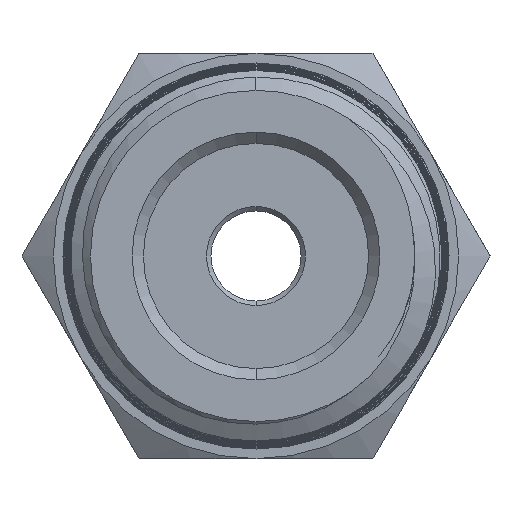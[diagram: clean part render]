
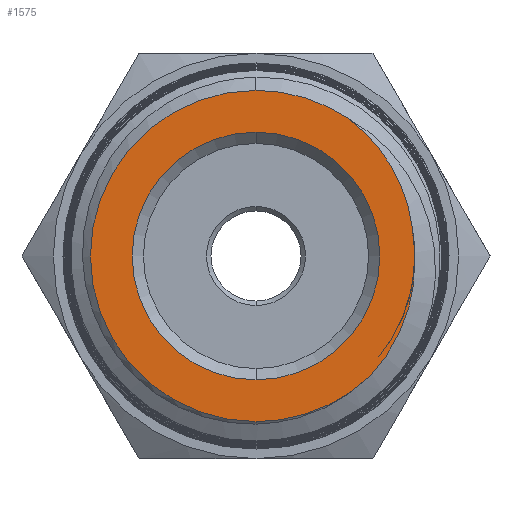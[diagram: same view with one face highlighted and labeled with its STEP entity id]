
A CAD part, front view. The second image highlights one B-rep face of the part: STEP entity #1575.
In plain terms, the highlighted planar face has unit normal (0, -1, 0).
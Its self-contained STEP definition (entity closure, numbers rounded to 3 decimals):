
#18 = VERTEX_POINT ( 'NONE', #6061 ) ;
#80 = AXIS2_PLACEMENT_3D ( 'NONE', #1946, #5934, #2546 ) ;
#295 = CARTESIAN_POINT ( 'NONE',  ( 4.832, 0., 5.484 ) ) ;
#483 = VERTEX_POINT ( 'NONE', #4955 ) ;
#668 = CARTESIAN_POINT ( 'NONE',  ( 0., 0., -5.5 ) ) ;
#856 = CARTESIAN_POINT ( 'NONE',  ( 4.296, 0., 5.961 ) ) ;
#860 = ORIENTED_EDGE ( 'NONE', *, *, #5868, .T. ) ;
#1057 = CARTESIAN_POINT ( 'NONE',  ( 0., 0., 0. ) ) ;
#1113 = CARTESIAN_POINT ( 'NONE',  ( 0., 0., 5.5 ) ) ;
#1265 = CARTESIAN_POINT ( 'NONE',  ( 5.611, 0., -4.686 ) ) ;
#1290 = CIRCLE ( 'NONE', #6335, 7.356 ) ;
#1296 = CARTESIAN_POINT ( 'NONE',  ( 0., 0., 0. ) ) ;
#1319 = ORIENTED_EDGE ( 'NONE', *, *, #2053, .T. ) ;
#1421 = CIRCLE ( 'NONE', #1532, 7.356 ) ;
#1532 = AXIS2_PLACEMENT_3D ( 'NONE', #1057, #5077, #1642 ) ;
#1553 = CARTESIAN_POINT ( 'NONE',  ( 0., 0., 0. ) ) ;
#1575 = ADVANCED_FACE ( 'NONE', ( #1950, #4823 ), #2714, .F. ) ;
#1642 = DIRECTION ( 'NONE',  ( 0., 0., 1. ) ) ;
#1722 = CARTESIAN_POINT ( 'NONE',  ( 6.932, 0., 1.296 ) ) ;
#1854 = CARTESIAN_POINT ( 'NONE',  ( 6.124, 0., -3.918 ) ) ;
#1873 = ORIENTED_EDGE ( 'NONE', *, *, #2302, .T. ) ;
#1881 = DIRECTION ( 'NONE',  ( 0., 0., 1. ) ) ;
#1946 = CARTESIAN_POINT ( 'NONE',  ( 0., 0., 0. ) ) ;
#1950 = FACE_BOUND ( 'NONE', #5854, .T. ) ;
#1995 = AXIS2_PLACEMENT_3D ( 'NONE', #1296, #5305, #1881 ) ;
#1999 = CARTESIAN_POINT ( 'NONE',  ( 0., 0., 0. ) ) ;
#2019 = CARTESIAN_POINT ( 'NONE',  ( 6.526, 0., 2.91 ) ) ;
#2053 = EDGE_CURVE ( 'NONE', #18, #483, #1421, .T. ) ;
#2156 = DIRECTION ( 'NONE',  ( 0., 0., 1. ) ) ;
#2210 = EDGE_CURVE ( 'NONE', #3696, #3447, #5098, .T. ) ;
#2302 = EDGE_CURVE ( 'NONE', #483, #6985, #6766, .T. ) ;
#2396 = CIRCLE ( 'NONE', #3673, 5.5 ) ;
#2453 = CARTESIAN_POINT ( 'NONE',  ( 6.685, 0., -2.661 ) ) ;
#2518 = ORIENTED_EDGE ( 'NONE', *, *, #5083, .T. ) ;
#2546 = DIRECTION ( 'NONE',  ( 0., 0., 1. ) ) ;
#2592 = DIRECTION ( 'NONE',  ( 0., 0., 1. ) ) ;
#2609 = CARTESIAN_POINT ( 'NONE',  ( 6.237, 0., 3.566 ) ) ;
#2662 = B_SPLINE_CURVE_WITH_KNOTS ( 'NONE', 3,
 ( #1722, #3134, #5428, #2019, #6000, #2609, #6561, #3157, #7108, #3749, #295, #4328, #856, #4892 ),
 .UNSPECIFIED., .F., .F.,
 ( 4, 2, 2, 2, 2, 2, 4 ),
 ( 0., 0.001, 0.002, 0.003, 0.004, 0.005, 0.006 ),
 .UNSPECIFIED. ) ;
#2714 = PLANE ( 'NONE',  #4024 ) ;
#2874 = ORIENTED_EDGE ( 'NONE', *, *, #2210, .T. ) ;
#2891 = VERTEX_POINT ( 'NONE', #1113 ) ;
#2909 = CARTESIAN_POINT ( 'NONE',  ( 7.036, 0., 0.742 ) ) ;
#3019 = CARTESIAN_POINT ( 'NONE',  ( 6.997, 0., -1.31 ) ) ;
#3031 = CARTESIAN_POINT ( 'NONE',  ( 7.072, 0., 0.176 ) ) ;
#3033 = CARTESIAN_POINT ( 'NONE',  ( 6.932, 0., 1.296 ) ) ;
#3134 = CARTESIAN_POINT ( 'NONE',  ( 6.869, 0., 1.773 ) ) ;
#3157 = CARTESIAN_POINT ( 'NONE',  ( 5.76, 0., 4.397 ) ) ;
#3191 = CARTESIAN_POINT ( 'NONE',  ( 0., 0., 0. ) ) ;
#3447 = VERTEX_POINT ( 'NONE', #3033 ) ;
#3593 = CARTESIAN_POINT ( 'NONE',  ( 7.041, 0., -0.387 ) ) ;
#3596 = VERTEX_POINT ( 'NONE', #5988 ) ;
#3603 = CARTESIAN_POINT ( 'NONE',  ( 6.932, 0., 1.296 ) ) ;
#3650 = B_SPLINE_CURVE_WITH_KNOTS ( 'NONE', 3,
 ( #4150, #6400, #4720, #1265, #5277, #1854, #5848, #2453, #6420, #3019, #6959, #3593 ),
 .UNSPECIFIED., .F., .F.,
 ( 4, 2, 2, 2, 2, 4 ),
 ( 0.004, 0.005, 0.006, 0.007, 0.008, 0.01 ),
 .UNSPECIFIED. ) ;
#3673 = AXIS2_PLACEMENT_3D ( 'NONE', #3191, #7140, #3783 ) ;
#3696 = VERTEX_POINT ( 'NONE', #7125 ) ;
#3749 = CARTESIAN_POINT ( 'NONE',  ( 5.002, 0., 5.313 ) ) ;
#3777 = CARTESIAN_POINT ( 'NONE',  ( 0., 0., -7.356 ) ) ;
#3783 = DIRECTION ( 'NONE',  ( 0., 0., 1. ) ) ;
#3995 = VERTEX_POINT ( 'NONE', #668 ) ;
#4024 = AXIS2_PLACEMENT_3D ( 'NONE', #1553, #5562, #2156 ) ;
#4150 = CARTESIAN_POINT ( 'NONE',  ( 5.011, 0., -5.385 ) ) ;
#4217 = EDGE_CURVE ( 'NONE', #2891, #3995, #2396, .T. ) ;
#4328 = CARTESIAN_POINT ( 'NONE',  ( 4.479, 0., 5.808 ) ) ;
#4720 = CARTESIAN_POINT ( 'NONE',  ( 5.322, 0., -5.048 ) ) ;
#4823 = FACE_OUTER_BOUND ( 'NONE', #6007, .T. ) ;
#4892 = CARTESIAN_POINT ( 'NONE',  ( 4.106, 0., 6.103 ) ) ;
#4955 = CARTESIAN_POINT ( 'NONE',  ( 0., 0., 7.356 ) ) ;
#5077 = DIRECTION ( 'NONE',  ( 0., -1., 0. ) ) ;
#5083 = EDGE_CURVE ( 'NONE', #6985, #3596, #1290, .T. ) ;
#5098 = B_SPLINE_CURVE_WITH_KNOTS ( 'NONE', 3,
 ( #6970, #3031, #2909, #3603 ),
 .UNSPECIFIED., .F., .F.,
 ( 4, 4 ),
 ( 0., 0.002 ),
 .UNSPECIFIED. ) ;
#5277 = CARTESIAN_POINT ( 'NONE',  ( 5.747, 0., -4.497 ) ) ;
#5305 = DIRECTION ( 'NONE',  ( 0., 1., 0. ) ) ;
#5428 = CARTESIAN_POINT ( 'NONE',  ( 6.759, 0., 2.236 ) ) ;
#5534 = ORIENTED_EDGE ( 'NONE', *, *, #6010, .T. ) ;
#5562 = DIRECTION ( 'NONE',  ( 0., 1., 0. ) ) ;
#5760 = EDGE_CURVE ( 'NONE', #3596, #3696, #3650, .T. ) ;
#5848 = CARTESIAN_POINT ( 'NONE',  ( 6.337, 0., -3.512 ) ) ;
#5854 = EDGE_LOOP ( 'NONE', ( #860, #7378 ) ) ;
#5868 = EDGE_CURVE ( 'NONE', #3995, #2891, #6653, .T. ) ;
#5934 = DIRECTION ( 'NONE',  ( 0., -1., 0. ) ) ;
#5981 = DIRECTION ( 'NONE',  ( 0., -1., 0. ) ) ;
#5988 = CARTESIAN_POINT ( 'NONE',  ( 5.011, 0., -5.385 ) ) ;
#6000 = CARTESIAN_POINT ( 'NONE',  ( 6.437, 0., 3.131 ) ) ;
#6007 = EDGE_LOOP ( 'NONE', ( #1319, #1873, #2518, #7191, #2874, #5534 ) ) ;
#6010 = EDGE_CURVE ( 'NONE', #3447, #18, #2662, .T. ) ;
#6061 = CARTESIAN_POINT ( 'NONE',  ( 4.106, 0., 6.103 ) ) ;
#6335 = AXIS2_PLACEMENT_3D ( 'NONE', #1999, #5981, #2592 ) ;
#6400 = CARTESIAN_POINT ( 'NONE',  ( 5.17, 0., -5.22 ) ) ;
#6420 = CARTESIAN_POINT ( 'NONE',  ( 6.82, 0., -2.213 ) ) ;
#6561 = CARTESIAN_POINT ( 'NONE',  ( 6.125, 0., 3.78 ) ) ;
#6653 = CIRCLE ( 'NONE', #1995, 5.5 ) ;
#6766 = CIRCLE ( 'NONE', #80, 7.356 ) ;
#6959 = CARTESIAN_POINT ( 'NONE',  ( 7.042, 0., -0.852 ) ) ;
#6970 = CARTESIAN_POINT ( 'NONE',  ( 7.041, 0., -0.387 ) ) ;
#6985 = VERTEX_POINT ( 'NONE', #3777 ) ;
#7108 = CARTESIAN_POINT ( 'NONE',  ( 5.479, 0., 4.779 ) ) ;
#7125 = CARTESIAN_POINT ( 'NONE',  ( 7.041, 0., -0.387 ) ) ;
#7140 = DIRECTION ( 'NONE',  ( 0., 1., 0. ) ) ;
#7191 = ORIENTED_EDGE ( 'NONE', *, *, #5760, .T. ) ;
#7378 = ORIENTED_EDGE ( 'NONE', *, *, #4217, .T. ) ;
